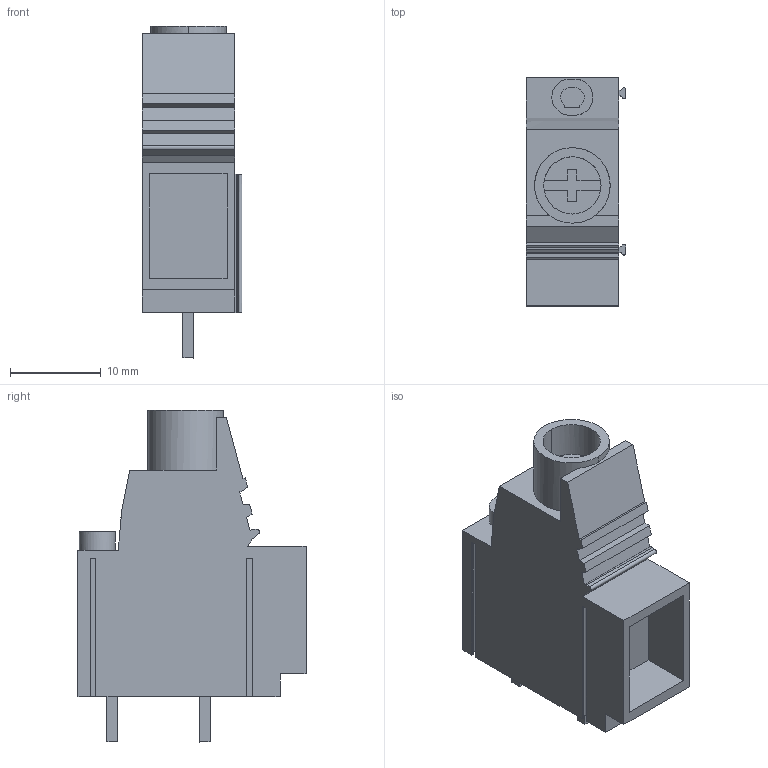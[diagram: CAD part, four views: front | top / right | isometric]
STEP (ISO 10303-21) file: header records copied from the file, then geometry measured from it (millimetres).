
FILE_DESCRIPTION(('CATIA V5 STEP Exchange','CAx-IF Rec.Pracs.--- Model Styling and Organization---1.2---2011-12-15'),'2;1');
FILE_NAME ('D1461509_0_2014270000_2014270000.stp','2018-03-26T11:48:39+00:00',('none'),('Weidmueller'),'CATIA Version 5-6 Release 2014','CATIA V5 STEP AP214','none');
FILE_SCHEMA(('AUTOMOTIVE_DESIGN { 1 0 10303 214 1 1 1 1 }'));
Length unit declared in the file: millimetre
Products named in the file (1): 2014270000
Bounding box: 10.96 x 25.07 x 36.5 mm (x, y, z)
Volume: 4706.9 mm3; surface area: 3215 mm2
Topology: 4 solids, 4 shells, 147 faces, 408 edges, 274 vertices
Faces by surface type: plane 115, cylinder 23, extrusion 9
Entity records: 4989 total; most frequent: CARTESIAN_POINT 1179, ORIENTED_EDGE 816, DIRECTION 636, EDGE_CURVE 408, VECTOR 347, LINE 338, VERTEX_POINT 274, AXIS2_PLACEMENT_3D 168
